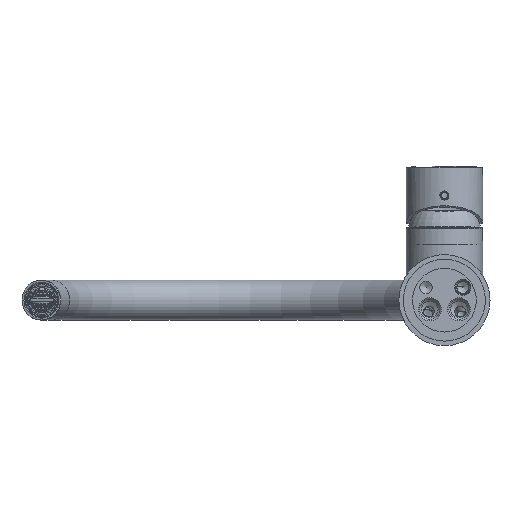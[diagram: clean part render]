
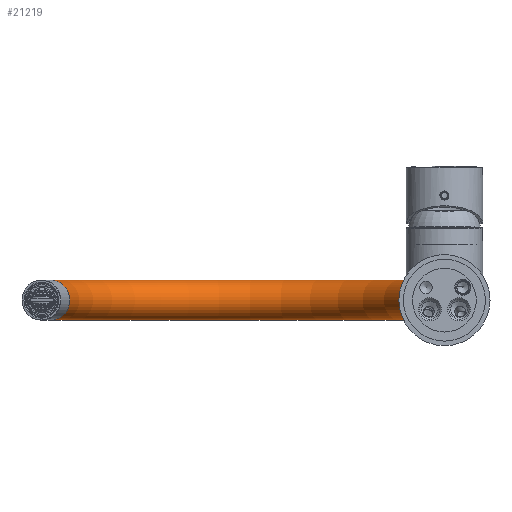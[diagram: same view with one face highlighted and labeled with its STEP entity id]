
A CAD part, front view. The second image highlights one B-rep face of the part: STEP entity #21219.
In plain terms, the highlighted toroidal (fillet/blend) face has major radius 110 mm and minor radius 11 mm.
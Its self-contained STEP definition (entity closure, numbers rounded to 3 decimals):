
#303=TOROIDAL_SURFACE('',#22510,110.,11.);
#2938=CIRCLE('',#22509,11.);
#2939=CIRCLE('',#22511,11.);
#4545=ORIENTED_EDGE('',*,*,#7785,.F.);
#4546=ORIENTED_EDGE('',*,*,#7786,.T.);
#7785=EDGE_CURVE('',#9490,#9490,#2938,.T.);
#7786=EDGE_CURVE('',#9491,#9491,#2939,.T.);
#9490=VERTEX_POINT('',#30490);
#9491=VERTEX_POINT('',#30493);
#11052=EDGE_LOOP('',(#4545));
#11053=EDGE_LOOP('',(#4546));
#12477=FACE_BOUND('',#11052,.T.);
#12478=FACE_BOUND('',#11053,.T.);
#21219=ADVANCED_FACE('',(#12477,#12478),#303,.T.);
#22509=AXIS2_PLACEMENT_3D('',#30489,#24724,#24725);
#22510=AXIS2_PLACEMENT_3D('',#30491,#24726,#24727);
#22511=AXIS2_PLACEMENT_3D('',#30492,#24728,#24729);
#24724=DIRECTION('',(0.259,-0.966,0.));
#24725=DIRECTION('',(0.,0.,1.));
#24726=DIRECTION('',(0.,0.,-1.));
#24727=DIRECTION('',(-1.,0.,0.));
#24728=DIRECTION('',(0.,1.,0.));
#24729=DIRECTION('',(0.,0.,1.));
#30489=CARTESIAN_POINT('',(216.252,164.87,0.));
#30490=CARTESIAN_POINT('',(216.252,164.87,11.));
#30491=CARTESIAN_POINT('',(110.,136.4,0.));
#30492=CARTESIAN_POINT('',(0.,136.4,0.));
#30493=CARTESIAN_POINT('',(0.,136.4,11.));
